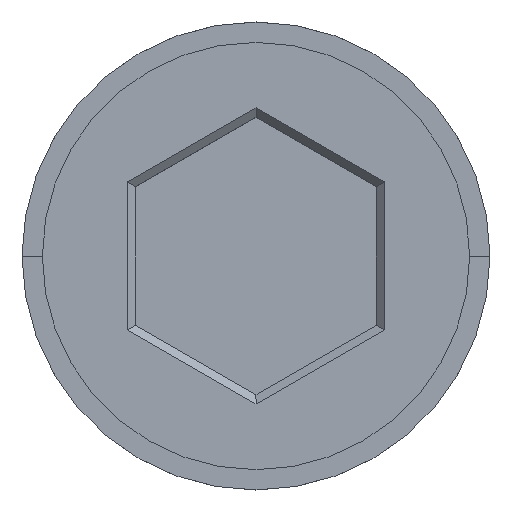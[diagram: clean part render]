
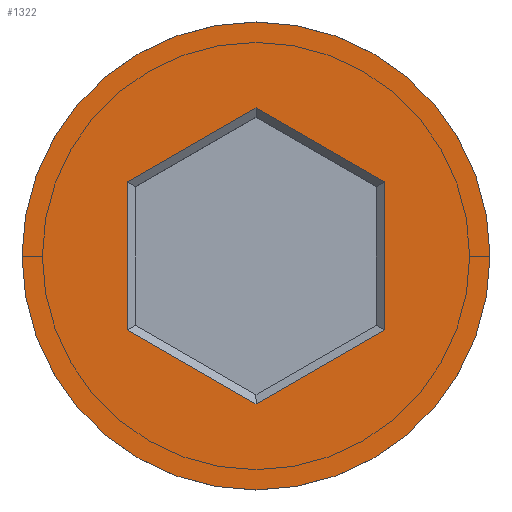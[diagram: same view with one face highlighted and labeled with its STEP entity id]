
A CAD part, top view. The second image highlights one B-rep face of the part: STEP entity #1322.
In plain terms, the highlighted planar face has unit normal (0, 0, 1).
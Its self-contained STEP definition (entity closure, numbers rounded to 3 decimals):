
#22 = CARTESIAN_POINT ( 'NONE',  ( 3.15, 1.819, 0. ) ) ;
#49 = DIRECTION ( 'NONE',  ( 1., 0., 0. ) ) ;
#54 = CIRCLE ( 'NONE', #589, 5.75 ) ;
#100 = VERTEX_POINT ( 'NONE', #161 ) ;
#125 = CIRCLE ( 'NONE', #952, 5.75 ) ;
#159 = CARTESIAN_POINT ( 'NONE',  ( 0., 0., 0. ) ) ;
#161 = CARTESIAN_POINT ( 'NONE',  ( -5.75, 0., 0. ) ) ;
#231 = DIRECTION ( 'NONE',  ( 0., 1., 0. ) ) ;
#244 = VECTOR ( 'NONE', #718, 1000. ) ;
#263 = CARTESIAN_POINT ( 'NONE',  ( -3.05, -1.876, 0. ) ) ;
#275 = ORIENTED_EDGE ( 'NONE', *, *, #1066, .T. ) ;
#284 = VERTEX_POINT ( 'NONE', #1240 ) ;
#293 = VECTOR ( 'NONE', #1412, 1000. ) ;
#304 = VERTEX_POINT ( 'NONE', #1105 ) ;
#361 = VERTEX_POINT ( 'NONE', #22 ) ;
#373 = DIRECTION ( 'NONE',  ( 0., 0., 1. ) ) ;
#387 = ORIENTED_EDGE ( 'NONE', *, *, #548, .T. ) ;
#398 = CARTESIAN_POINT ( 'NONE',  ( -3.15, -1.819, 0. ) ) ;
#402 = CARTESIAN_POINT ( 'NONE',  ( 0., 0., 0. ) ) ;
#404 = PLANE ( 'NONE',  #1249 ) ;
#417 = CARTESIAN_POINT ( 'NONE',  ( 0.1, -3.58, 0. ) ) ;
#432 = CARTESIAN_POINT ( 'NONE',  ( 0., -3.637, 0. ) ) ;
#439 = EDGE_CURVE ( 'NONE', #1171, #959, #970, .T. ) ;
#488 = CARTESIAN_POINT ( 'NONE',  ( 0., 0., 0. ) ) ;
#512 = CARTESIAN_POINT ( 'NONE',  ( -0.1, 3.58, 0. ) ) ;
#518 = ORIENTED_EDGE ( 'NONE', *, *, #439, .T. ) ;
#525 = ORIENTED_EDGE ( 'NONE', *, *, #997, .T. ) ;
#548 = EDGE_CURVE ( 'NONE', #100, #614, #125, .T. ) ;
#589 = AXIS2_PLACEMENT_3D ( 'NONE', #402, #1082, #1206 ) ;
#602 = ORIENTED_EDGE ( 'NONE', *, *, #1238, .T. ) ;
#614 = VERTEX_POINT ( 'NONE', #898 ) ;
#630 = DIRECTION ( 'NONE',  ( 0., 0., 1. ) ) ;
#635 = DIRECTION ( 'NONE',  ( -0.866, -0.5, 0. ) ) ;
#641 = FACE_BOUND ( 'NONE', #878, .T. ) ;
#668 = LINE ( 'NONE', #1252, #1232 ) ;
#718 = DIRECTION ( 'NONE',  ( 0.866, 0.5, 0. ) ) ;
#730 = DIRECTION ( 'NONE',  ( 1., 0., 0. ) ) ;
#732 = EDGE_LOOP ( 'NONE', ( #602, #387 ) ) ;
#736 = LINE ( 'NONE', #1059, #926 ) ;
#839 = VERTEX_POINT ( 'NONE', #1286 ) ;
#856 = EDGE_CURVE ( 'NONE', #361, #284, #736, .T. ) ;
#878 = EDGE_LOOP ( 'NONE', ( #518, #1194, #1184, #275, #1072, #525 ) ) ;
#897 = CARTESIAN_POINT ( 'NONE',  ( 3.05, 1.876, 0. ) ) ;
#898 = CARTESIAN_POINT ( 'NONE',  ( 5.75, 0., 0. ) ) ;
#926 = VECTOR ( 'NONE', #1419, 1000. ) ;
#938 = LINE ( 'NONE', #512, #244 ) ;
#952 = AXIS2_PLACEMENT_3D ( 'NONE', #488, #373, #730 ) ;
#958 = EDGE_CURVE ( 'NONE', #304, #839, #938, .T. ) ;
#959 = VERTEX_POINT ( 'NONE', #398 ) ;
#970 = LINE ( 'NONE', #263, #293 ) ;
#997 = EDGE_CURVE ( 'NONE', #284, #1171, #1449, .T. ) ;
#1059 = CARTESIAN_POINT ( 'NONE',  ( 3.15, -1.703, 0. ) ) ;
#1066 = EDGE_CURVE ( 'NONE', #839, #361, #1102, .T. ) ;
#1072 = ORIENTED_EDGE ( 'NONE', *, *, #856, .T. ) ;
#1082 = DIRECTION ( 'NONE',  ( 0., 0., 1. ) ) ;
#1102 = LINE ( 'NONE', #897, #1270 ) ;
#1105 = CARTESIAN_POINT ( 'NONE',  ( -3.15, 1.819, 0. ) ) ;
#1171 = VERTEX_POINT ( 'NONE', #432 ) ;
#1184 = ORIENTED_EDGE ( 'NONE', *, *, #958, .T. ) ;
#1190 = FACE_OUTER_BOUND ( 'NONE', #732, .T. ) ;
#1194 = ORIENTED_EDGE ( 'NONE', *, *, #1220, .T. ) ;
#1206 = DIRECTION ( 'NONE',  ( 1., 0., 0. ) ) ;
#1220 = EDGE_CURVE ( 'NONE', #959, #304, #668, .T. ) ;
#1232 = VECTOR ( 'NONE', #231, 1000. ) ;
#1238 = EDGE_CURVE ( 'NONE', #614, #100, #54, .T. ) ;
#1240 = CARTESIAN_POINT ( 'NONE',  ( 3.15, -1.819, 0. ) ) ;
#1249 = AXIS2_PLACEMENT_3D ( 'NONE', #159, #630, #49 ) ;
#1252 = CARTESIAN_POINT ( 'NONE',  ( -3.15, 1.703, 0. ) ) ;
#1270 = VECTOR ( 'NONE', #1428, 1000. ) ;
#1286 = CARTESIAN_POINT ( 'NONE',  ( 0., 3.637, 0. ) ) ;
#1322 = ADVANCED_FACE ( 'NONE', ( #641, #1190 ), #404, .T. ) ;
#1379 = VECTOR ( 'NONE', #635, 1000. ) ;
#1412 = DIRECTION ( 'NONE',  ( -0.866, 0.5, 0. ) ) ;
#1419 = DIRECTION ( 'NONE',  ( 0., -1., 0. ) ) ;
#1428 = DIRECTION ( 'NONE',  ( 0.866, -0.5, 0. ) ) ;
#1449 = LINE ( 'NONE', #417, #1379 ) ;
